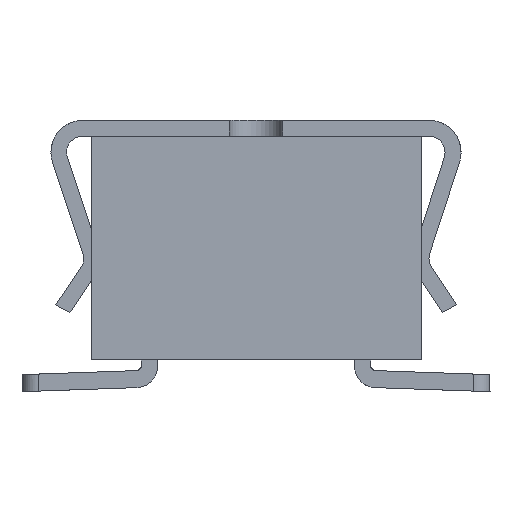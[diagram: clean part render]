
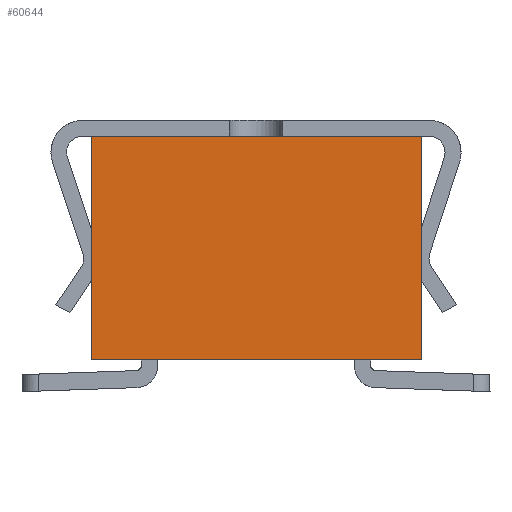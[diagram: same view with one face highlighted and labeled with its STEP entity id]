
A CAD part, left-side view. The second image highlights one B-rep face of the part: STEP entity #60644.
In plain terms, the highlighted planar face has unit normal (-1, 0, 0).
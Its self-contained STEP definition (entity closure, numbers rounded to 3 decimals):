
#410=CARTESIAN_POINT('',(-10.125,1.55,2.1));
#411=VERTEX_POINT('',#410);
#418=CARTESIAN_POINT('',(-10.125,-1.55,2.1));
#419=VERTEX_POINT('',#418);
#420=CARTESIAN_POINT('',(-10.125,1.55,2.1));
#421=DIRECTION('',(0.,-1.,0.));
#422=VECTOR('',#421,3.1);
#423=LINE('',#420,#422);
#424=EDGE_CURVE('',#411,#419,#423,.T.);
#60554=CARTESIAN_POINT('',(-10.125,1.55,0.));
#60555=VERTEX_POINT('',#60554);
#60564=CARTESIAN_POINT('',(-10.125,1.55,0.));
#60565=DIRECTION('',(0.,0.,1.));
#60566=VECTOR('',#60565,2.1);
#60567=LINE('',#60564,#60566);
#60568=EDGE_CURVE('',#60555,#411,#60567,.T.);
#60609=CARTESIAN_POINT('',(-10.125,-1.55,0.));
#60610=VERTEX_POINT('',#60609);
#60619=CARTESIAN_POINT('',(-10.125,-1.55,2.1));
#60620=DIRECTION('',(0.,0.,-1.));
#60621=VECTOR('',#60620,2.1);
#60622=LINE('',#60619,#60621);
#60623=EDGE_CURVE('',#419,#60610,#60622,.T.);
#60628=CARTESIAN_POINT('',(-10.125,-1.55,0.));
#60629=DIRECTION('',(0.,0.,1.));
#60630=DIRECTION('',(-1.,0.,0.));
#60631=AXIS2_PLACEMENT_3D('',#60628,#60630,#60629);
#60632=PLANE('',#60631);
#60633=CARTESIAN_POINT('',(-10.125,1.55,0.));
#60634=DIRECTION('',(0.,-1.,0.));
#60635=VECTOR('',#60634,3.1);
#60636=LINE('',#60633,#60635);
#60637=EDGE_CURVE('',#60555,#60610,#60636,.T.);
#60638=ORIENTED_EDGE('',*,*,#60637,.T.);
#60639=ORIENTED_EDGE('',*,*,#60623,.F.);
#60640=ORIENTED_EDGE('',*,*,#424,.F.);
#60641=ORIENTED_EDGE('',*,*,#60568,.F.);
#60642=EDGE_LOOP('',(#60638,#60639,#60640,#60641));
#60643=FACE_OUTER_BOUND('',#60642,.T.);
#60644=ADVANCED_FACE('',(#60643),#60632,.T.);
